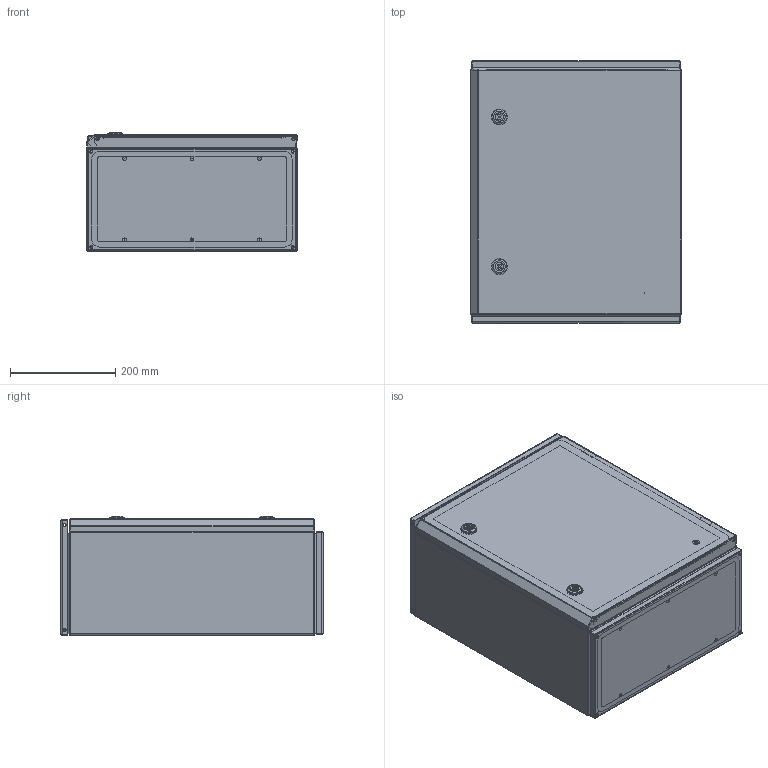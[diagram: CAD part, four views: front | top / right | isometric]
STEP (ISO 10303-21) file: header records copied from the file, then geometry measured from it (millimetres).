
FILE_DESCRIPTION (( 'STEP AP214' ), '1' );
FILE_NAME ('椗眅-50.40.22 鏢鳧鼏 IP66 EKF PROxima.STEP', '2022-06-28T07:03:07', ( '' ), ( '' ), 'SwSTEP 2.0', 'SolidWorks 2021', '' );
FILE_SCHEMA (( 'AUTOMOTIVE_DESIGN' ));
Length unit declared in the file: millimetre
Products named in the file (22): Íàâåñêà íà êîðïóñ ïîä êëåïêó; ÌÈ-2395.01.01.001 Ñòåíêà çàäíÿÿ; hex flange nut_din_Hexagon Flange Nut DIN 6923 - M6 - N; ÌÈ-2395.02.00.001 Êðûøêà âåðõíÿÿ; 椗眅-50.40.22 鏢鳧鼏 IP66 EKF PROxima; Îñü ïåòëè 4õ52_‚¨­â A.M4x0,5x40 ƒŽ‘’ 11644-75; Øïèëüêà ïðèâàðíàÿ Ì6õ16 DIN 13918; ÌÈ-2395.01.01.000 Ñòåíêà çàäíÿÿ â ñáîðå; 邮 磬 牮牦 倘-2395; rivet 02_din_DIN 660-4x8-St-A-3; Çàìîê áîëüøîé; ÌÈ-2395.04.00.000 Äâåðü â ñáîðå; ÓÊ íà äâåðü ÌÈ-2395; ÌÈ-2395.03.00.001 Êðûøêà íèæíÿÿ; ﾌﾈ-2395.04.00.001 ﾄ粢; Ïåòëÿ íà äâåðü ï-îáðàçíàÿ; ÌÈ-2395.02.00.000 Êðûøêà âåðõíÿÿ â ñáîðå; ÌÈ-2395.03.00.000 Êðûøêà íèæíÿÿ â ñáîðå; ÌÈ-2395.01.00.001 Ïåðåìû÷êà; Çàãëóøêà äëÿ îòâô6; ÌÈ-2395.01.00.000 Êîðïóñ â ñáîðå; Øïèëüêà Ì6õ12
Assembly tree (58 placements, depth 4):
  椗眅-50.40.22 鏢鳧鼏 IP66 EKF PROxima
    ÌÈ-2395.01.00.000 Êîðïóñ â ñáîðå
      ÌÈ-2395.01.01.000 Ñòåíêà çàäíÿÿ â ñáîðå
        ÌÈ-2395.01.01.001 Ñòåíêà çàäíÿÿ
        Øïèëüêà Ì6õ12
      ÌÈ-2395.01.00.001 Ïåðåìû÷êà  x2
    ÌÈ-2395.04.00.000 Äâåðü â ñáîðå
      ﾌﾈ-2395.04.00.001 ﾄ粢
      Çàìîê áîëüøîé  x2
      ÓÊ íà äâåðü ÌÈ-2395
      Øïèëüêà Ì6õ12
      Ïåòëÿ íà äâåðü ï-îáðàçíàÿ  x2
    hex flange nut_din_Hexagon Flange Nut DIN 6923 - M6 - N  x14
    Íàâåñêà íà êîðïóñ ïîä êëåïêó  x2
    rivet 02_din_DIN 660-4x8-St-A-3  x4
    ÌÈ-2395.03.00.000 Êðûøêà íèæíÿÿ â ñáîðå
      ÌÈ-2395.03.00.001 Êðûøêà íèæíÿÿ
      Øïèëüêà ïðèâàðíàÿ Ì6õ16 DIN 13918  x6
      邮 磬 牮牦 倘-2395
    ÌÈ-2395.02.00.000 Êðûøêà âåðõíÿÿ â ñáîðå
      ÌÈ-2395.02.00.001 Êðûøêà âåðõíÿÿ
      邮 磬 牮牦 倘-2395
      Øïèëüêà ïðèâàðíàÿ Ì6õ16 DIN 13918  x6
    Çàãëóøêà äëÿ îòâô6  x4
    Îñü ïåòëè 4õ52_‚¨­â A.M4x0,5x40 ƒŽ‘’ 11644-75  x2
Bounding box: 400.02 x 497.39 x 227.04 mm (x, y, z)
Volume: 1278584.1 mm3; surface area: 2000191 mm2
Topology: 53 solids, 63 shells, 1851 faces, 4122 edges, 2466 vertices
Faces by surface type: plane 827, cylinder 610, cone 208, bspline 126, torus 72, sphere 8
Entity records: 31256 total; most frequent: CARTESIAN_POINT 7017, DIRECTION 4676, ORIENTED_EDGE 4350, EDGE_CURVE 2175, AXIS2_PLACEMENT_3D 1676, LINE 1324, VECTOR 1324, VERTEX_POINT 1304
